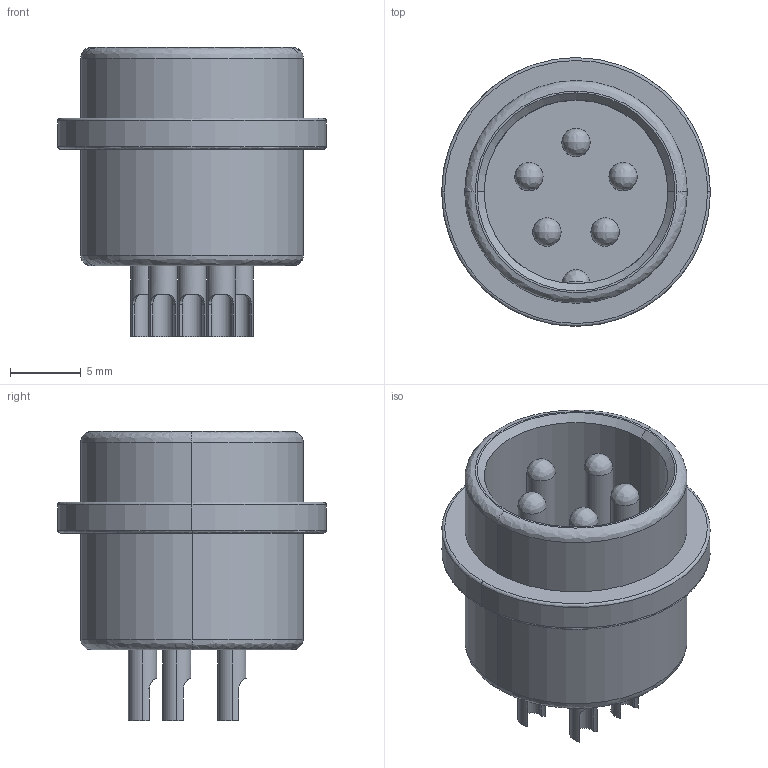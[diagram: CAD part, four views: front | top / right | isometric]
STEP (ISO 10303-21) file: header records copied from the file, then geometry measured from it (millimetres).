
FILE_DESCRIPTION (( 'STEP AP214' ), '1' );
FILE_NAME ('User Library-P-1120-5-pin-power-socket.STEP', '2017-07-02T15:34:42', ( 'Windows User' ), ( '' ), 'SwSTEP 2.0', 'SolidWorks 2017', '' );
FILE_SCHEMA (( 'AUTOMOTIVE_DESIGN' ));
Length unit declared in the file: millimetre
Products named in the file (1): User Library-P-1120-5-pin-power-socket
Bounding box: 19 x 19 x 20.45 mm (x, y, z)
Volume: 2036.6 mm3; surface area: 2208.5 mm2
Topology: 1 solids, 1 shells, 106 faces, 276 edges, 173 vertices
Faces by surface type: cylinder 49, torus 20, plane 20, bspline 15, cone 2
Entity records: 4771 total; most frequent: CARTESIAN_POINT 1088, DIRECTION 528, ORIENTED_EDGE 528, EDGE_CURVE 264, AXIS2_PLACEMENT_3D 233, VERTEX_POINT 173, CIRCLE 141, EDGE_LOOP 119
